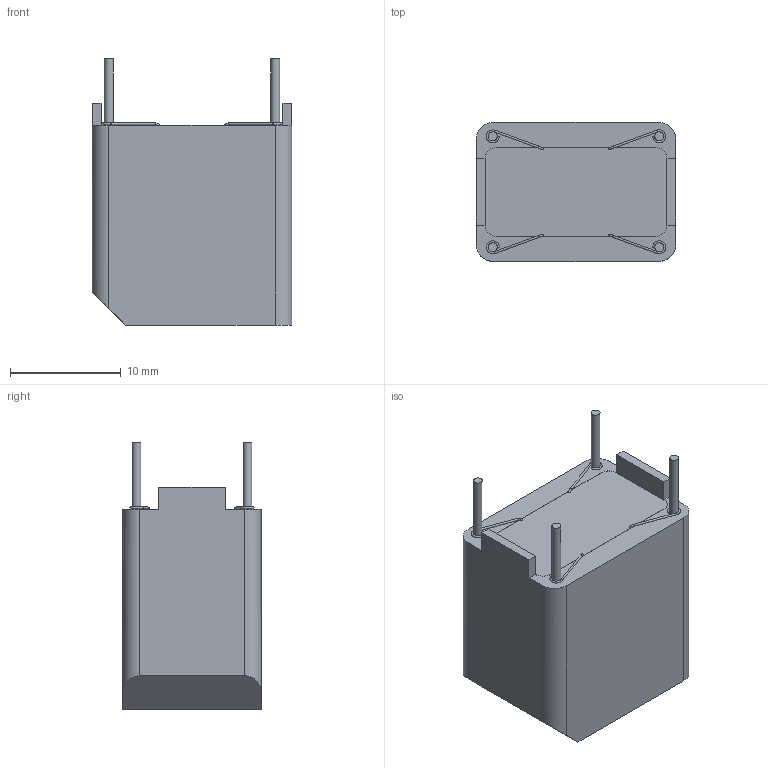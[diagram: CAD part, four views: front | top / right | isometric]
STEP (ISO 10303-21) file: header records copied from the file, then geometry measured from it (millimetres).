
FILE_DESCRIPTION((''),'2;1');
FILE_NAME('RN212-0.5-02.stp','2012-12-11T08:41:12',('sayan.penton'),(''),'Autodesk Inventor 2010','Autodesk Inventor 2010','');
FILE_SCHEMA(('AUTOMOTIVE_DESIGN { 1 0 10303 214 1 1 1 1 }'));
Length unit declared in the file: millimetre
Products named in the file (1): Part6
Bounding box: 18 x 12.5 x 24 mm (x, y, z)
Surface area: 2640.9 mm2
Topology: 3 solids, 3 shells, 75 faces, 163 edges, 106 vertices
Faces by surface type: plane 39, cylinder 20, bspline 12, torus 4
Full cylindrical faces by diameter (mm): 0.18 x4, 0.8 x4
Entity records: 2421 total; most frequent: CARTESIAN_POINT 757, DIRECTION 315, ORIENTED_EDGE 278, EDGE_CURVE 139, AXIS2_PLACEMENT_3D 116, EDGE_LOOP 107, VERTEX_POINT 102, VECTOR 83
